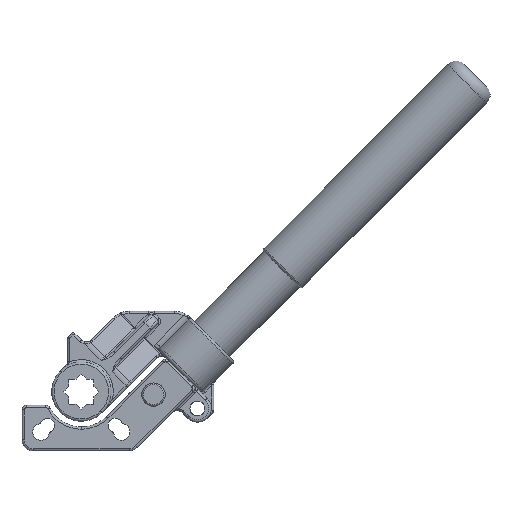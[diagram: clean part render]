
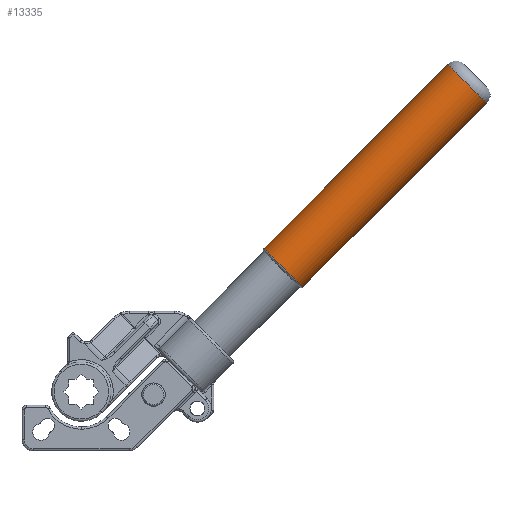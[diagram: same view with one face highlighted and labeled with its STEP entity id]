
A CAD part, front view. The second image highlights one B-rep face of the part: STEP entity #13335.
In plain terms, the highlighted cylindrical face has radius 12 mm (diameter 24 mm), a partial arc.
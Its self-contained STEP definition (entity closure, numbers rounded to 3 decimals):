
#1219 = VERTEX_POINT ( 'NONE', #2212 ) ;
#1221 = VERTEX_POINT ( 'NONE', #2251 ) ;
#1227 = VERTEX_POINT ( 'NONE', #2204 ) ;
#1237 = VERTEX_POINT ( 'NONE', #2199 ) ;
#2199 = CARTESIAN_POINT ( 'NONE',  ( 160.655, 11.25, 143.401 ) ) ;
#2204 = CARTESIAN_POINT ( 'NONE',  ( 97.015, 11.25, 45.821 ) ) ;
#2212 = CARTESIAN_POINT ( 'NONE',  ( 177.625, 11.25, 126.431 ) ) ;
#2251 = CARTESIAN_POINT ( 'NONE',  ( 80.044, 11.25, 62.791 ) ) ;
#3028 = AXIS2_PLACEMENT_3D ( 'NONE', #6837, #6838, #6839 ) ;
#3170 = AXIS2_PLACEMENT_3D ( 'NONE', #6642, #6643, #6644 ) ;
#5438 = DIRECTION ( 'NONE',  ( -0.707, 0., 0.707 ) ) ;
#5446 = DIRECTION ( 'NONE',  ( -0.707, 0., -0.707 ) ) ;
#5447 = CARTESIAN_POINT ( 'NONE',  ( -678.108, 11.25, -712.332 ) ) ;
#6202 = CARTESIAN_POINT ( 'NONE',  ( -669.623, 11.25, -720.818 ) ) ;
#6203 = DIRECTION ( 'NONE',  ( -0.707, 0., -0.707 ) ) ;
#6225 = CARTESIAN_POINT ( 'NONE',  ( -686.594, 11.25, -703.847 ) ) ;
#6226 = DIRECTION ( 'NONE',  ( -0.707, 0., -0.707 ) ) ;
#6642 = CARTESIAN_POINT ( 'NONE',  ( 169.14, 11.25, 134.916 ) ) ;
#6643 = DIRECTION ( 'NONE',  ( -0.707, 0., -0.707 ) ) ;
#6644 = DIRECTION ( 'NONE',  ( -0.707, 0., 0.707 ) ) ;
#6837 = CARTESIAN_POINT ( 'NONE',  ( 88.53, 11.25, 54.306 ) ) ;
#6838 = DIRECTION ( 'NONE',  ( 0.707, 0., 0.707 ) ) ;
#6839 = DIRECTION ( 'NONE',  ( 0.707, 0., -0.707 ) ) ;
#7757 = CIRCLE ( 'NONE', #3170, 12. ) ;
#7797 = CIRCLE ( 'NONE', #3028, 12. ) ;
#8252 = LINE ( 'NONE', #6202, #8254 ) ;
#8254 = VECTOR ( 'NONE', #6203, 1000. ) ;
#8264 = LINE ( 'NONE', #6225, #8267 ) ;
#8267 = VECTOR ( 'NONE', #6226, 1000. ) ;
#10139 = ORIENTED_EDGE ( 'NONE', *, *, #15060, .T. ) ;
#10140 = ORIENTED_EDGE ( 'NONE', *, *, #17519, .T. ) ;
#10141 = ORIENTED_EDGE ( 'NONE', *, *, #15014, .T. ) ;
#10142 = ORIENTED_EDGE ( 'NONE', *, *, #17502, .F. ) ;
#10855 = EDGE_LOOP ( 'NONE', ( #10142, #10141, #10140, #10139 ) ) ;
#13335 = ADVANCED_FACE ( 'NONE', ( #16411 ), #16416, .T. ) ;
#15014 = EDGE_CURVE ( 'NONE', #1219, #1237, #7757, .T. ) ;
#15060 = EDGE_CURVE ( 'NONE', #1221, #1227, #7797, .T. ) ;
#16039 = AXIS2_PLACEMENT_3D ( 'NONE', #5447, #5446, #5438 ) ;
#16411 = FACE_OUTER_BOUND ( 'NONE', #10855, .T. ) ;
#16416 = CYLINDRICAL_SURFACE ( 'NONE', #16039, 12. ) ;
#17502 = EDGE_CURVE ( 'NONE', #1219, #1227, #8252, .T. ) ;
#17519 = EDGE_CURVE ( 'NONE', #1237, #1221, #8264, .T. ) ;
